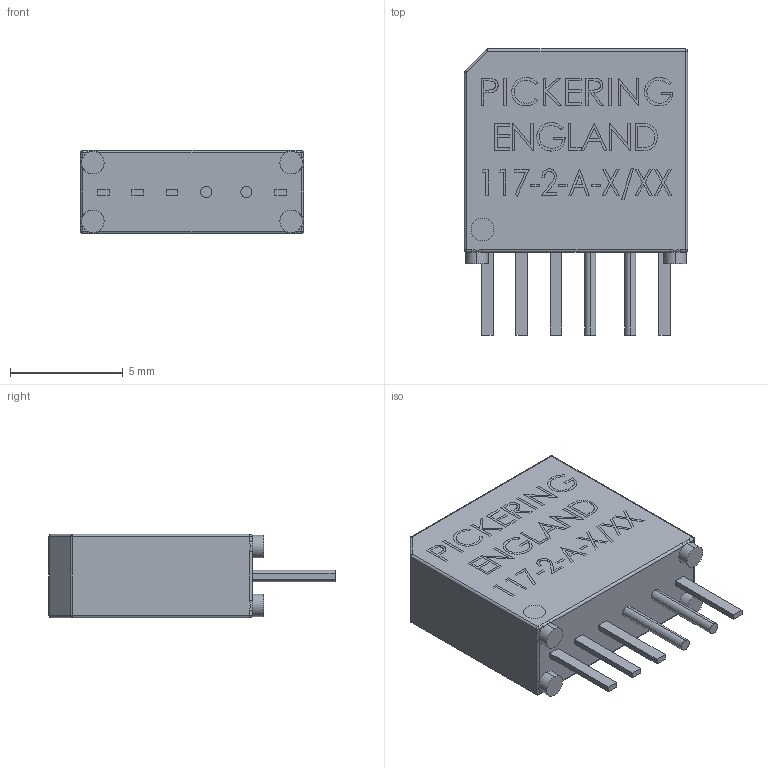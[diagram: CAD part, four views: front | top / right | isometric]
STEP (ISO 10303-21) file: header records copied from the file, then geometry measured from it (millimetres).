
FILE_DESCRIPTION (( 'STEP AP214' ), '1' );
FILE_NAME ('117-2-A.STEP', '2010-11-26T14:55:42', ( ' ' ), ( '' ), 'SwSTEP 2.0', 'SolidWorks 2009', '' );
FILE_SCHEMA (( 'AUTOMOTIVE_DESIGN' ));
Length unit declared in the file: millimetre
Products named in the file (1): 117-2-A
Bounding box: 9.9 x 12.69 x 3.7 mm (x, y, z)
Volume: 333 mm3; surface area: 351.9 mm2
Topology: 1 solids, 1 shells, 389 faces, 1003 edges, 648 vertices
Faces by surface type: plane 283, bspline 59, cylinder 37, sphere 10
Entity records: 21288 total; most frequent: CARTESIAN_POINT 7854, ORIENTED_EDGE 1990, DIRECTION 1637, EDGE_CURVE 995, VECTOR 795, LINE 795, VERTEX_POINT 648, EDGE_LOOP 429
